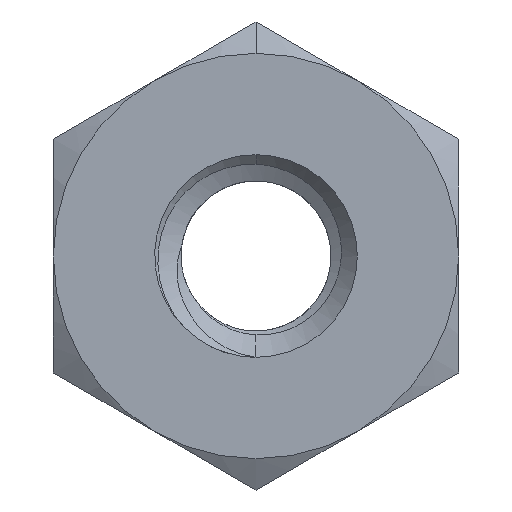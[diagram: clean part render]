
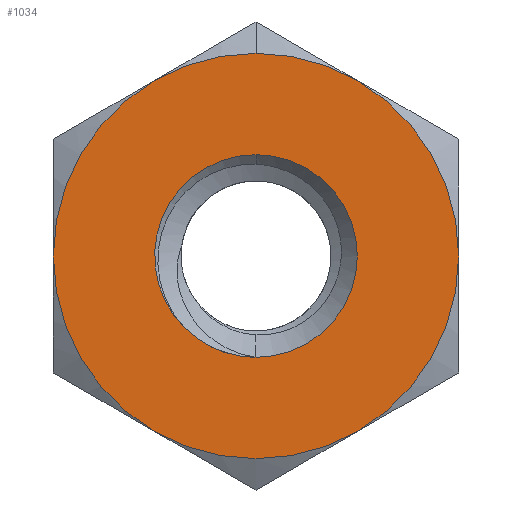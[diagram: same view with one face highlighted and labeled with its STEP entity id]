
A CAD part, front view. The second image highlights one B-rep face of the part: STEP entity #1034.
In plain terms, the highlighted planar face has unit normal (0, -1, 0).
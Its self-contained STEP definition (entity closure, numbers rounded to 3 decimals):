
#2 = CIRCLE ( 'NONE', #378, 2. ) ;
#26 = DIRECTION ( 'NONE',  ( 0., 0., 1. ) ) ;
#66 = EDGE_LOOP ( 'NONE', ( #1111, #388, #1556, #261, #221, #568, #1626 ) ) ;
#69 = AXIS2_PLACEMENT_3D ( 'NONE', #1222, #469, #598 ) ;
#82 = DIRECTION ( 'NONE',  ( 0., 0., 1. ) ) ;
#85 = CARTESIAN_POINT ( 'NONE',  ( 1., -0.6, -1.732 ) ) ;
#88 = CARTESIAN_POINT ( 'NONE',  ( 0., -0.6, 0. ) ) ;
#103 = DIRECTION ( 'NONE',  ( 0., -1., 0. ) ) ;
#104 = CARTESIAN_POINT ( 'NONE',  ( -0.701, -0.6, -0.714 ) ) ;
#119 = EDGE_CURVE ( 'NONE', #797, #320, #624, .T. ) ;
#169 = EDGE_CURVE ( 'NONE', #320, #1519, #1581, .T. ) ;
#184 = VERTEX_POINT ( 'NONE', #931 ) ;
#194 = CIRCLE ( 'NONE', #807, 2. ) ;
#221 = ORIENTED_EDGE ( 'NONE', *, *, #698, .T. ) ;
#227 = EDGE_CURVE ( 'NONE', #776, #868, #194, .T. ) ;
#234 = CIRCLE ( 'NONE', #446, 1. ) ;
#261 = ORIENTED_EDGE ( 'NONE', *, *, #1139, .T. ) ;
#310 = EDGE_CURVE ( 'NONE', #1519, #797, #234, .T. ) ;
#320 = VERTEX_POINT ( 'NONE', #104 ) ;
#334 = CARTESIAN_POINT ( 'NONE',  ( 0., -0.6, 0. ) ) ;
#340 = CARTESIAN_POINT ( 'NONE',  ( 0., -0.6, 0. ) ) ;
#346 = DIRECTION ( 'NONE',  ( 0., 0., 1. ) ) ;
#353 = AXIS2_PLACEMENT_3D ( 'NONE', #1631, #103, #1617 ) ;
#362 = CARTESIAN_POINT ( 'NONE',  ( 2., -0.6, 0. ) ) ;
#374 = CIRCLE ( 'NONE', #662, 2. ) ;
#378 = AXIS2_PLACEMENT_3D ( 'NONE', #591, #576, #82 ) ;
#388 = ORIENTED_EDGE ( 'NONE', *, *, #689, .T. ) ;
#396 = PLANE ( 'NONE',  #1158 ) ;
#446 = AXIS2_PLACEMENT_3D ( 'NONE', #994, #1350, #1112 ) ;
#469 = DIRECTION ( 'NONE',  ( 0., -1., 0. ) ) ;
#564 = EDGE_CURVE ( 'NONE', #642, #184, #2, .T. ) ;
#568 = ORIENTED_EDGE ( 'NONE', *, *, #227, .T. ) ;
#576 = DIRECTION ( 'NONE',  ( 0., -1., 0. ) ) ;
#585 = AXIS2_PLACEMENT_3D ( 'NONE', #334, #1586, #1098 ) ;
#591 = CARTESIAN_POINT ( 'NONE',  ( 0., -0.6, 0. ) ) ;
#598 = DIRECTION ( 'NONE',  ( 0., 0., 1. ) ) ;
#624 = CIRCLE ( 'NONE', #585, 1. ) ;
#642 = VERTEX_POINT ( 'NONE', #1464 ) ;
#662 = AXIS2_PLACEMENT_3D ( 'NONE', #88, #728, #1471 ) ;
#689 = EDGE_CURVE ( 'NONE', #184, #962, #1072, .T. ) ;
#698 = EDGE_CURVE ( 'NONE', #1307, #776, #374, .T. ) ;
#715 = CARTESIAN_POINT ( 'NONE',  ( -2., -0.6, 0. ) ) ;
#728 = DIRECTION ( 'NONE',  ( 0., -1., 0. ) ) ;
#734 = DIRECTION ( 'NONE',  ( 0., -1., 0. ) ) ;
#770 = EDGE_CURVE ( 'NONE', #642, #868, #1579, .T. ) ;
#776 = VERTEX_POINT ( 'NONE', #85 ) ;
#781 = DIRECTION ( 'NONE',  ( 0., -1., 0. ) ) ;
#784 = DIRECTION ( 'NONE',  ( 0., 0., 1. ) ) ;
#797 = VERTEX_POINT ( 'NONE', #1616 ) ;
#807 = AXIS2_PLACEMENT_3D ( 'NONE', #1037, #781, #26 ) ;
#845 = ORIENTED_EDGE ( 'NONE', *, *, #119, .T. ) ;
#858 = CIRCLE ( 'NONE', #1205, 2. ) ;
#868 = VERTEX_POINT ( 'NONE', #362 ) ;
#887 = CARTESIAN_POINT ( 'NONE',  ( 0., -0.6, 1. ) ) ;
#888 = CARTESIAN_POINT ( 'NONE',  ( 0., -0.6, 0. ) ) ;
#923 = CARTESIAN_POINT ( 'NONE',  ( -1., -0.6, 1.732 ) ) ;
#931 = CARTESIAN_POINT ( 'NONE',  ( 0., -0.6, 2. ) ) ;
#962 = VERTEX_POINT ( 'NONE', #923 ) ;
#980 = ORIENTED_EDGE ( 'NONE', *, *, #169, .T. ) ;
#991 = DIRECTION ( 'NONE',  ( 0., 1., 0. ) ) ;
#994 = CARTESIAN_POINT ( 'NONE',  ( 0., -0.6, 0. ) ) ;
#1022 = EDGE_LOOP ( 'NONE', ( #845, #980, #1313 ) ) ;
#1034 = ADVANCED_FACE ( 'NONE', ( #1041, #1619 ), #396, .F. ) ;
#1037 = CARTESIAN_POINT ( 'NONE',  ( 0., -0.6, 0. ) ) ;
#1041 = FACE_OUTER_BOUND ( 'NONE', #66, .T. ) ;
#1045 = DIRECTION ( 'NONE',  ( 0., 1., 0. ) ) ;
#1049 = CARTESIAN_POINT ( 'NONE',  ( 0., -0.6, 0. ) ) ;
#1072 = CIRCLE ( 'NONE', #69, 2. ) ;
#1082 = AXIS2_PLACEMENT_3D ( 'NONE', #340, #991, #346 ) ;
#1098 = DIRECTION ( 'NONE',  ( 0., 0., 1. ) ) ;
#1103 = EDGE_CURVE ( 'NONE', #962, #1439, #858, .T. ) ;
#1111 = ORIENTED_EDGE ( 'NONE', *, *, #564, .T. ) ;
#1112 = DIRECTION ( 'NONE',  ( 0., 0., 1. ) ) ;
#1139 = EDGE_CURVE ( 'NONE', #1439, #1307, #1148, .T. ) ;
#1148 = CIRCLE ( 'NONE', #353, 2. ) ;
#1150 = CARTESIAN_POINT ( 'NONE',  ( -1., -0.6, -1.732 ) ) ;
#1158 = AXIS2_PLACEMENT_3D ( 'NONE', #1280, #1409, #784 ) ;
#1167 = DIRECTION ( 'NONE',  ( 0., 0., 1. ) ) ;
#1205 = AXIS2_PLACEMENT_3D ( 'NONE', #888, #734, #1242 ) ;
#1222 = CARTESIAN_POINT ( 'NONE',  ( 0., -0.6, 0. ) ) ;
#1242 = DIRECTION ( 'NONE',  ( 0., 0., 1. ) ) ;
#1280 = CARTESIAN_POINT ( 'NONE',  ( -2., -0.6, -1.155 ) ) ;
#1307 = VERTEX_POINT ( 'NONE', #1150 ) ;
#1313 = ORIENTED_EDGE ( 'NONE', *, *, #310, .T. ) ;
#1350 = DIRECTION ( 'NONE',  ( 0., 1., 0. ) ) ;
#1409 = DIRECTION ( 'NONE',  ( 0., 1., 0. ) ) ;
#1439 = VERTEX_POINT ( 'NONE', #715 ) ;
#1464 = CARTESIAN_POINT ( 'NONE',  ( 1., -0.6, 1.732 ) ) ;
#1471 = DIRECTION ( 'NONE',  ( 0., 0., 1. ) ) ;
#1479 = AXIS2_PLACEMENT_3D ( 'NONE', #1049, #1045, #1167 ) ;
#1519 = VERTEX_POINT ( 'NONE', #887 ) ;
#1556 = ORIENTED_EDGE ( 'NONE', *, *, #1103, .T. ) ;
#1579 = CIRCLE ( 'NONE', #1082, 2. ) ;
#1581 = CIRCLE ( 'NONE', #1479, 1. ) ;
#1586 = DIRECTION ( 'NONE',  ( 0., 1., 0. ) ) ;
#1616 = CARTESIAN_POINT ( 'NONE',  ( 0., -0.6, -1. ) ) ;
#1617 = DIRECTION ( 'NONE',  ( 0., 0., 1. ) ) ;
#1619 = FACE_BOUND ( 'NONE', #1022, .T. ) ;
#1626 = ORIENTED_EDGE ( 'NONE', *, *, #770, .F. ) ;
#1631 = CARTESIAN_POINT ( 'NONE',  ( 0., -0.6, 0. ) ) ;
